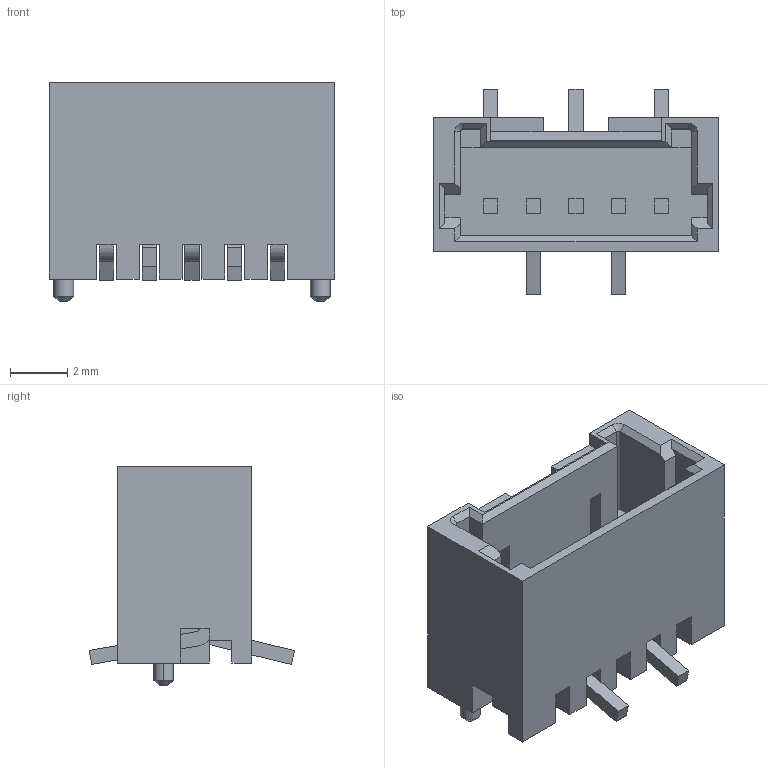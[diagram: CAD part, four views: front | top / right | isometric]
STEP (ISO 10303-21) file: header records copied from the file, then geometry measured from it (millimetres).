
FILE_DESCRIPTION((''),'2;1');
FILE_NAME('C-292230-5','2008-02-04T',('workeradm'),('Tyco Electronics Corporation'),'PRO/ENGINEER BY PARAMETRIC TECHNOLOGY CORPORATION, 2005450','PRO/ENGINEER BY PARAMETRIC TECHNOLOGY CORPORATION, 2005450','');
FILE_SCHEMA(('CONFIG_CONTROL_DESIGN', 'GEOMETRIC_VALIDATION_PROPERTIES_MIM'));
Length unit declared in the file: millimetre
Products named in the file (1): C-292230-5
Bounding box: 10 x 7.2 x 7.7 mm (x, y, z)
Volume: 169 mm3; surface area: 533.5 mm2
Topology: 1 solids, 1 shells, 180 faces, 485 edges, 316 vertices
Faces by surface type: plane 158, cylinder 16, cone 6
Entity records: 5668 total; most frequent: CARTESIAN_POINT 982, ORIENTED_EDGE 970, DIRECTION 883, EDGE_CURVE 485, VECTOR 447, LINE 447, VERTEX_POINT 316, AXIS2_PLACEMENT_3D 218
